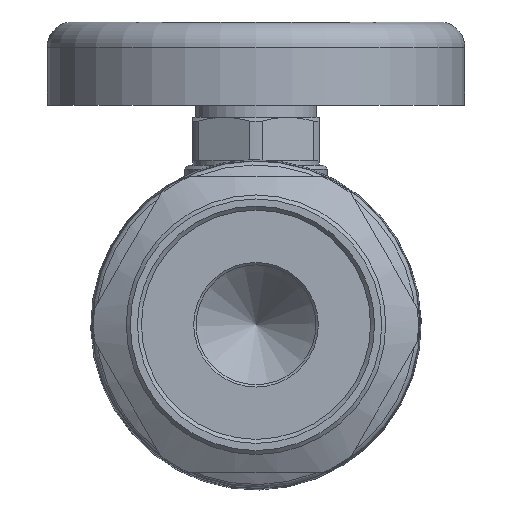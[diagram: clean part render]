
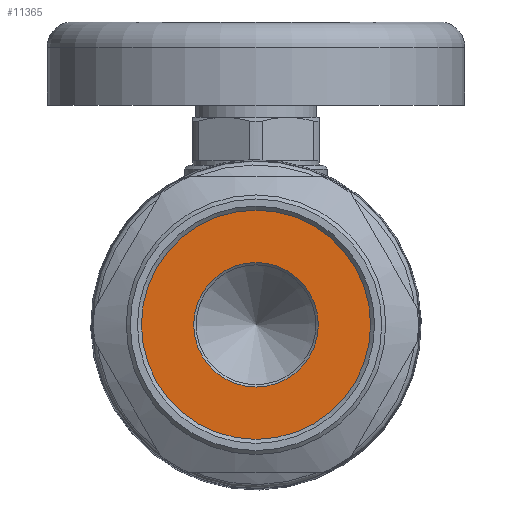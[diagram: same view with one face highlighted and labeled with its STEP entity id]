
A CAD part, front view. The second image highlights one B-rep face of the part: STEP entity #11365.
In plain terms, the highlighted planar face has unit normal (0, -1, 0).
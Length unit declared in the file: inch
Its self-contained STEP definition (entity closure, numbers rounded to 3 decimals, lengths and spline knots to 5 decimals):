
#1062=FACE_BOUND('',#2614,.T.);
#1182=PLANE('',#12682);
#1875=FACE_OUTER_BOUND('',#2613,.T.);
#2613=EDGE_LOOP('',(#9786));
#2614=EDGE_LOOP('',(#9787));
#4128=CIRCLE('',#12679,0.30709);
#4131=CIRCLE('',#12683,0.56496);
#5050=VERTEX_POINT('',#30751);
#5053=VERTEX_POINT('',#30759);
#6631=EDGE_CURVE('',#5050,#5050,#4128,.T.);
#6635=EDGE_CURVE('',#5053,#5053,#4131,.T.);
#9786=ORIENTED_EDGE('',*,*,#6635,.F.);
#9787=ORIENTED_EDGE('',*,*,#6631,.F.);
#11365=ADVANCED_FACE('',(#1875,#1062),#1182,.F.);
#12679=AXIS2_PLACEMENT_3D('',#30752,#15674,#15675);
#12682=AXIS2_PLACEMENT_3D('',#30758,#15681,#15682);
#12683=AXIS2_PLACEMENT_3D('',#30760,#15683,#15684);
#15674=DIRECTION('center_axis',(0.,-1.,0.));
#15675=DIRECTION('ref_axis',(0.,0.,1.));
#15681=DIRECTION('center_axis',(0.,1.,0.));
#15682=DIRECTION('ref_axis',(0.,0.,1.));
#15683=DIRECTION('center_axis',(0.,1.,0.));
#15684=DIRECTION('ref_axis',(1.,0.,0.));
#30751=CARTESIAN_POINT('',(0.,-2.79528,-0.30709));
#30752=CARTESIAN_POINT('Origin',(0.,-2.79528,0.));
#30758=CARTESIAN_POINT('Origin',(0.,-2.79528,-0.29528));
#30759=CARTESIAN_POINT('',(0.,-2.79528,0.56496));
#30760=CARTESIAN_POINT('Origin',(0.,-2.79528,0.));
